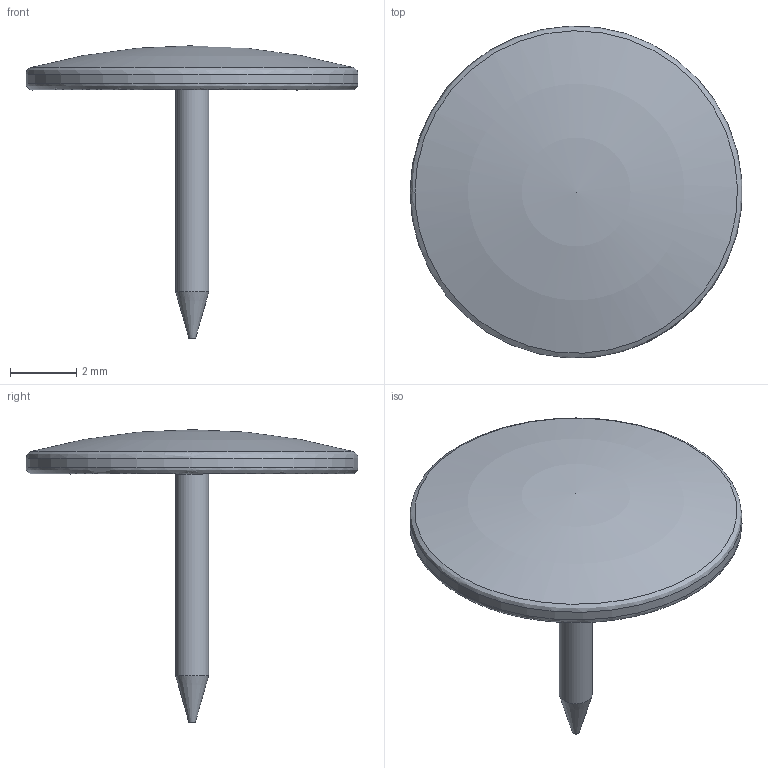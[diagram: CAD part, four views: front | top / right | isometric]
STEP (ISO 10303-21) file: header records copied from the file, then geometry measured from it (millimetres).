
FILE_DESCRIPTION(('FreeCAD Model'),'2;1');
FILE_NAME('drawing-pin.stp','2018-03-01T14:49:24',(''),(''), 'Open CASCADE STEP processor 7.1','FreeCAD','Unknown');
FILE_SCHEMA(('AUTOMOTIVE_DESIGN { 1 0 10303 214 1 1 1 1 }'));
Length unit declared in the file: millimetre
Products named in the file (3): Drawing-pin-part; Head; Pin
Assembly tree (2 placements, depth 2):
  Drawing-pin-part
    Head
    Pin
Bounding box: 9.99 x 9.99 x 8.8 mm (x, y, z)
Volume: 59.4 mm3; surface area: 202.2 mm2
Topology: 2 solids, 2 shells, 12 faces, 21 edges, 12 vertices
Faces by surface type: cylinder 3, plane 3, sphere 2, bspline 2, cone 2
Full cylindrical faces by diameter (mm): 1 x1, 1.04 x1, 10 x1
Entity records: 741 total; most frequent: CARTESIAN_POINT 316, DIRECTION 59, ORIENTED_EDGE 38, PCURVE 38, DEFINITIONAL_REPRESENTATION 38, B_SPLINE_CURVE_WITH_KNOTS 26, AXIS2_PLACEMENT_3D 21, EDGE_CURVE 19
